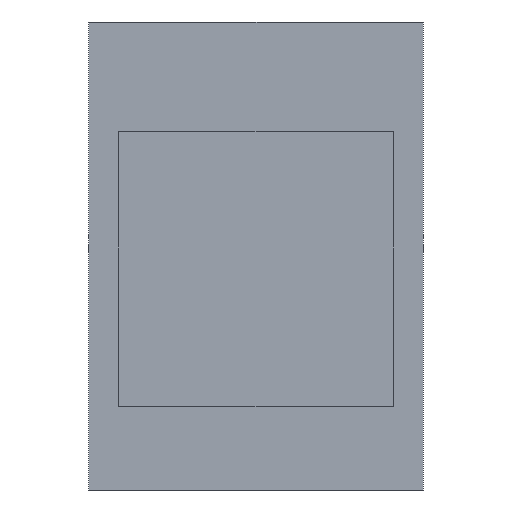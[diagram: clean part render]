
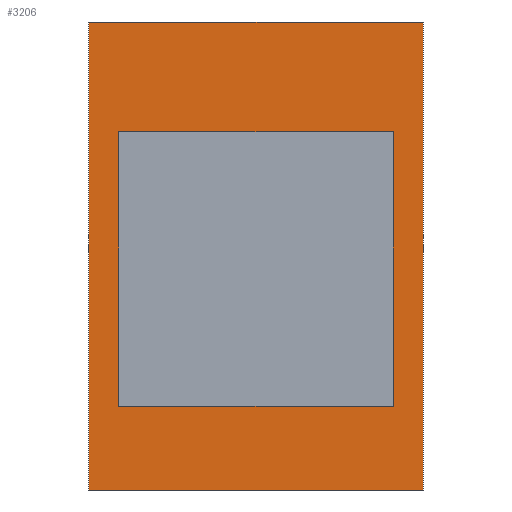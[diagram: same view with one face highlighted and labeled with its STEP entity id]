
A CAD part, front view. The second image highlights one B-rep face of the part: STEP entity #3206.
In plain terms, the highlighted planar face has unit normal (0, -1, 0).
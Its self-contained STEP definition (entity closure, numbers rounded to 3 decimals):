
#36 = LINE ( 'NONE', #3098, #1213 ) ;
#56 = EDGE_LOOP ( 'NONE', ( #1245, #3298, #3008, #2888 ) ) ;
#62 = LINE ( 'NONE', #2778, #108 ) ;
#89 = LINE ( 'NONE', #2894, #3143 ) ;
#90 = LINE ( 'NONE', #106, #3319 ) ;
#106 = CARTESIAN_POINT ( 'NONE',  ( -11.963, 0.819, 6.1 ) ) ;
#108 = VECTOR ( 'NONE', #285, 1000. ) ;
#169 = VECTOR ( 'NONE', #2747, 1000. ) ;
#285 = DIRECTION ( 'NONE',  ( 0., 0., -1. ) ) ;
#324 = PLANE ( 'NONE',  #2416 ) ;
#342 = VECTOR ( 'NONE', #2190, 1000. ) ;
#379 = FACE_BOUND ( 'NONE', #56, .T. ) ;
#406 = EDGE_CURVE ( 'NONE', #3566, #1441, #89, .T. ) ;
#547 = EDGE_CURVE ( 'NONE', #1504, #573, #3600, .T. ) ;
#573 = VERTEX_POINT ( 'NONE', #2695 ) ;
#667 = DIRECTION ( 'NONE',  ( 0., 0., 1. ) ) ;
#726 = LINE ( 'NONE', #1843, #1099 ) ;
#917 = CARTESIAN_POINT ( 'NONE',  ( -14.163, 0.819, 0. ) ) ;
#996 = DIRECTION ( 'NONE',  ( 0., 1., 0. ) ) ;
#1070 = VERTEX_POINT ( 'NONE', #1879 ) ;
#1099 = VECTOR ( 'NONE', #1807, 1000. ) ;
#1174 = DIRECTION ( 'NONE',  ( 0., 0., -1. ) ) ;
#1213 = VECTOR ( 'NONE', #1760, 1000. ) ;
#1245 = ORIENTED_EDGE ( 'NONE', *, *, #547, .F. ) ;
#1294 = EDGE_CURVE ( 'NONE', #2627, #1441, #3391, .T. ) ;
#1381 = CARTESIAN_POINT ( 'NONE',  ( -14.163, 0.819, 34.1 ) ) ;
#1441 = VERTEX_POINT ( 'NONE', #1472 ) ;
#1472 = CARTESIAN_POINT ( 'NONE',  ( 10.237, 0.819, 0. ) ) ;
#1504 = VERTEX_POINT ( 'NONE', #1598 ) ;
#1507 = ORIENTED_EDGE ( 'NONE', *, *, #2865, .T. ) ;
#1598 = CARTESIAN_POINT ( 'NONE',  ( -11.963, 0.819, 26.1 ) ) ;
#1760 = DIRECTION ( 'NONE',  ( 0., 0., 1. ) ) ;
#1807 = DIRECTION ( 'NONE',  ( -1., 0., 0. ) ) ;
#1843 = CARTESIAN_POINT ( 'NONE',  ( -11.963, 0.819, 26.1 ) ) ;
#1879 = CARTESIAN_POINT ( 'NONE',  ( 8.037, 0.819, 26.1 ) ) ;
#1916 = CARTESIAN_POINT ( 'NONE',  ( -14.163, 0.819, 0. ) ) ;
#1944 = CARTESIAN_POINT ( 'NONE',  ( 10.237, 0.819, 34.1 ) ) ;
#2046 = DIRECTION ( 'NONE',  ( 1., 0., 0. ) ) ;
#2067 = DIRECTION ( 'NONE',  ( 1., 0., 0. ) ) ;
#2115 = ORIENTED_EDGE ( 'NONE', *, *, #2512, .F. ) ;
#2164 = ORIENTED_EDGE ( 'NONE', *, *, #1294, .T. ) ;
#2190 = DIRECTION ( 'NONE',  ( 0., 0., -1. ) ) ;
#2226 = EDGE_CURVE ( 'NONE', #573, #3435, #90, .T. ) ;
#2240 = EDGE_CURVE ( 'NONE', #3435, #1070, #36, .T. ) ;
#2253 = ORIENTED_EDGE ( 'NONE', *, *, #406, .F. ) ;
#2260 = FACE_OUTER_BOUND ( 'NONE', #2274, .T. ) ;
#2274 = EDGE_LOOP ( 'NONE', ( #2164, #2253, #2115, #1507 ) ) ;
#2399 = EDGE_CURVE ( 'NONE', #1070, #1504, #726, .T. ) ;
#2416 = AXIS2_PLACEMENT_3D ( 'NONE', #3446, #996, #667 ) ;
#2487 = VECTOR ( 'NONE', #2046, 1000. ) ;
#2512 = EDGE_CURVE ( 'NONE', #3342, #3566, #2765, .T. ) ;
#2627 = VERTEX_POINT ( 'NONE', #1916 ) ;
#2685 = CARTESIAN_POINT ( 'NONE',  ( 8.037, 0.819, 6.1 ) ) ;
#2695 = CARTESIAN_POINT ( 'NONE',  ( -11.963, 0.819, 6.1 ) ) ;
#2747 = DIRECTION ( 'NONE',  ( 1., 0., 0. ) ) ;
#2765 = LINE ( 'NONE', #1381, #169 ) ;
#2778 = CARTESIAN_POINT ( 'NONE',  ( -14.163, 0.819, 34.1 ) ) ;
#2865 = EDGE_CURVE ( 'NONE', #3342, #2627, #62, .T. ) ;
#2888 = ORIENTED_EDGE ( 'NONE', *, *, #2226, .F. ) ;
#2894 = CARTESIAN_POINT ( 'NONE',  ( 10.237, 0.819, 34.1 ) ) ;
#3008 = ORIENTED_EDGE ( 'NONE', *, *, #2240, .F. ) ;
#3098 = CARTESIAN_POINT ( 'NONE',  ( 8.037, 0.819, 26.1 ) ) ;
#3143 = VECTOR ( 'NONE', #1174, 1000. ) ;
#3206 = ADVANCED_FACE ( 'NONE', ( #2260, #379 ), #324, .F. ) ;
#3298 = ORIENTED_EDGE ( 'NONE', *, *, #2399, .F. ) ;
#3319 = VECTOR ( 'NONE', #2067, 1000. ) ;
#3342 = VERTEX_POINT ( 'NONE', #3350 ) ;
#3350 = CARTESIAN_POINT ( 'NONE',  ( -14.163, 0.819, 34.1 ) ) ;
#3391 = LINE ( 'NONE', #917, #2487 ) ;
#3435 = VERTEX_POINT ( 'NONE', #2685 ) ;
#3446 = CARTESIAN_POINT ( 'NONE',  ( -14.163, 0.819, 34.1 ) ) ;
#3566 = VERTEX_POINT ( 'NONE', #1944 ) ;
#3583 = CARTESIAN_POINT ( 'NONE',  ( -11.963, 0.819, 26.1 ) ) ;
#3600 = LINE ( 'NONE', #3583, #342 ) ;
